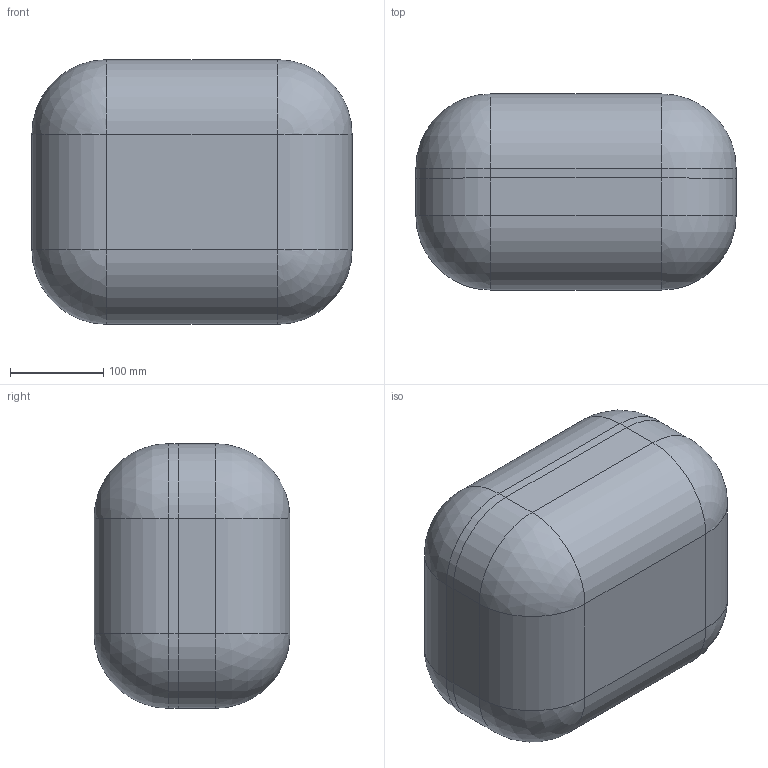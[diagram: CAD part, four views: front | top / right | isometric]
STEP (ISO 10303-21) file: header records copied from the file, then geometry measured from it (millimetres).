
FILE_DESCRIPTION (( 'STEP AP214' ), '1' );
FILE_NAME ('Ñáîðêà_Ê-804(óïð).STEP', '2024-04-09T10:31:52', ( '' ), ( '' ), 'SwSTEP 2.0', 'SolidWorks 2021', '' );
FILE_SCHEMA (( 'AUTOMOTIVE_DESIGN' ));
Length unit declared in the file: millimetre
Products named in the file (3): Êîðïóñ Ê-804-1; Êðûøêà Ê-804-1; Ñáîðêà_Ê-804(óïð)
Assembly tree (2 placements, depth 2):
  Ñáîðêà_Ê-804(óïð)
    Êîðïóñ Ê-804-1
    Êðûøêà Ê-804-1
Bounding box: 343.22 x 210 x 283.6 mm (x, y, z)
Volume: 13342237.4 mm3; surface area: 597572.5 mm2
Topology: 2 solids, 2 shells, 1204 faces, 3083 edges, 1914 vertices
Faces by surface type: bspline 441, plane 389, cylinder 226, torus 82, cone 58, sphere 8
Entity records: 52216 total; most frequent: CARTESIAN_POINT 26767, ORIENTED_EDGE 6114, DIRECTION 3931, EDGE_CURVE 3057, VERTEX_POINT 1914, LINE 1385, VECTOR 1385, EDGE_LOOP 1277
